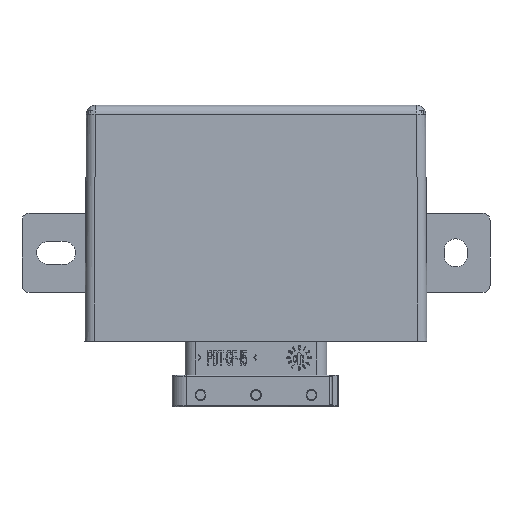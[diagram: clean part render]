
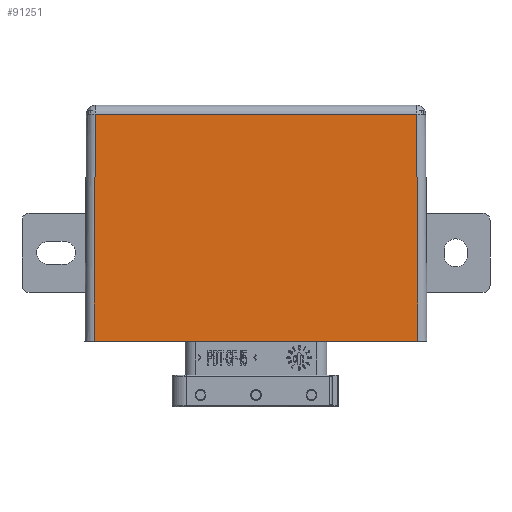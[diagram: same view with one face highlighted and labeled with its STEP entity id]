
A CAD part, front view. The second image highlights one B-rep face of the part: STEP entity #91251.
In plain terms, the highlighted planar face has unit normal (0, -1, 0.006).
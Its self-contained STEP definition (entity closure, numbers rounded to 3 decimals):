
#3913 = DIRECTION ( 'NONE',  ( 0., -1., 0.006 ) ) ;
#5729 = LINE ( 'NONE', #95909, #13158 ) ;
#9380 = ORIENTED_EDGE ( 'NONE', *, *, #117570, .T. ) ;
#10717 = CARTESIAN_POINT ( 'NONE',  ( 0., 0., 0. ) ) ;
#13158 = VECTOR ( 'NONE', #119564, 1000. ) ;
#15446 = PLANE ( 'NONE',  #121651 ) ;
#25607 = CARTESIAN_POINT ( 'NONE',  ( 92.115, 0.385, 63.015 ) ) ;
#34573 = ORIENTED_EDGE ( 'NONE', *, *, #61386, .T. ) ;
#35139 = CARTESIAN_POINT ( 'NONE',  ( 92.5, 0., 0. ) ) ;
#46614 = DIRECTION ( 'NONE',  ( 0., -0.006, -1. ) ) ;
#47968 = EDGE_LOOP ( 'NONE', ( #34573, #9380, #98270, #121434 ) ) ;
#50740 = LINE ( 'NONE', #10717, #61162 ) ;
#56793 = CARTESIAN_POINT ( 'NONE',  ( 0., 0., 0. ) ) ;
#61162 = VECTOR ( 'NONE', #121859, 1000. ) ;
#61386 = EDGE_CURVE ( 'NONE', #72310, #70474, #50740, .T. ) ;
#64441 = VERTEX_POINT ( 'NONE', #78654 ) ;
#66734 = EDGE_CURVE ( 'NONE', #69486, #64441, #78538, .T. ) ;
#69486 = VERTEX_POINT ( 'NONE', #25607 ) ;
#70474 = VERTEX_POINT ( 'NONE', #35139 ) ;
#72310 = VERTEX_POINT ( 'NONE', #95646 ) ;
#78538 = LINE ( 'NONE', #86168, #112469 ) ;
#78654 = CARTESIAN_POINT ( 'NONE',  ( 2.885, 0.385, 63.015 ) ) ;
#79101 = FACE_OUTER_BOUND ( 'NONE', #47968, .T. ) ;
#86168 = CARTESIAN_POINT ( 'NONE',  ( 0., 0.385, 63.015 ) ) ;
#89528 = DIRECTION ( 'NONE',  ( -0.006, -0.006, -1. ) ) ;
#91251 = ADVANCED_FACE ( 'NONE', ( #79101 ), #15446, .T. ) ;
#94974 = DIRECTION ( 'NONE',  ( -1., 0., 0. ) ) ;
#95646 = CARTESIAN_POINT ( 'NONE',  ( 2.5, 0., 0. ) ) ;
#95909 = CARTESIAN_POINT ( 'NONE',  ( 92.5, 0., 0. ) ) ;
#98270 = ORIENTED_EDGE ( 'NONE', *, *, #66734, .T. ) ;
#101651 = VECTOR ( 'NONE', #89528, 1000. ) ;
#108485 = LINE ( 'NONE', #121316, #101651 ) ;
#112469 = VECTOR ( 'NONE', #94974, 1000. ) ;
#114575 = EDGE_CURVE ( 'NONE', #64441, #72310, #108485, .T. ) ;
#117570 = EDGE_CURVE ( 'NONE', #70474, #69486, #5729, .T. ) ;
#119564 = DIRECTION ( 'NONE',  ( -0.006, 0.006, 1. ) ) ;
#121316 = CARTESIAN_POINT ( 'NONE',  ( 2.885, 0.385, 63.015 ) ) ;
#121434 = ORIENTED_EDGE ( 'NONE', *, *, #114575, .T. ) ;
#121651 = AXIS2_PLACEMENT_3D ( 'NONE', #56793, #3913, #46614 ) ;
#121859 = DIRECTION ( 'NONE',  ( 1., 0., 0. ) ) ;
